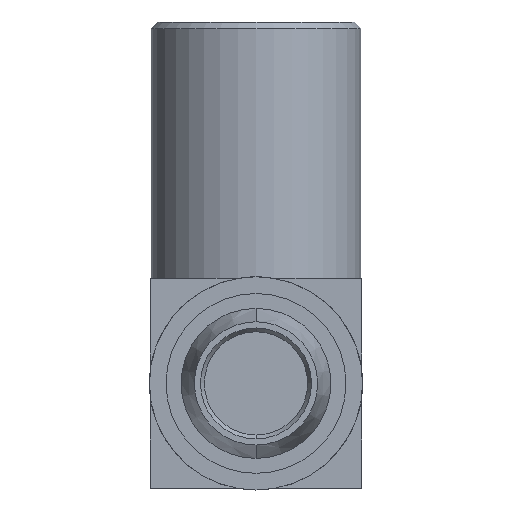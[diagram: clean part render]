
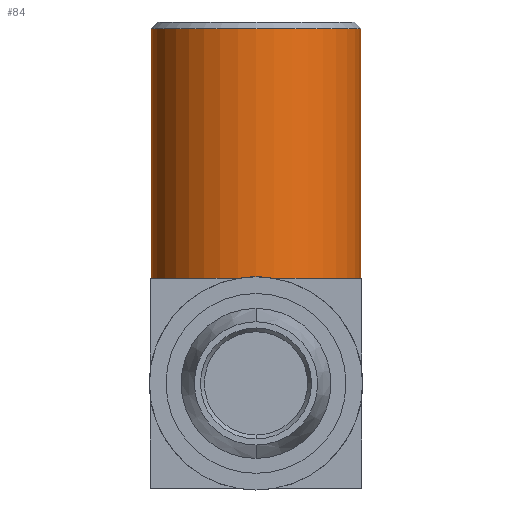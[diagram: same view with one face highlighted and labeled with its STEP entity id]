
A CAD part, front view. The second image highlights one B-rep face of the part: STEP entity #84.
In plain terms, the highlighted cylindrical face has radius 3.15 mm (diameter 6.3 mm), a partial arc.
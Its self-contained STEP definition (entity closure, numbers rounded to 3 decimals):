
#68 = EDGE_CURVE ( 'NONE', #3468, #3461, #3884, .T. ) ;
#84 = ADVANCED_FACE ( 'NONE', ( #1174 ), #1177, .T. ) ;
#92 = AXIS2_PLACEMENT_3D ( 'NONE', #2986, #2925, #2984 ) ;
#94 = CIRCLE ( 'NONE', #92, 3.15 ) ;
#128 = EDGE_CURVE ( 'NONE', #3465, #3468, #94, .T. ) ;
#862 = VECTOR ( 'NONE', #2046, 1000. ) ;
#964 = CARTESIAN_POINT ( 'NONE',  ( 0., 0., -0.2 ) ) ;
#1001 = DIRECTION ( 'NONE',  ( 1., 0., 0. ) ) ;
#1007 = DIRECTION ( 'NONE',  ( 0., 0., 1. ) ) ;
#1056 = LINE ( 'NONE', #2445, #5247 ) ;
#1174 = FACE_OUTER_BOUND ( 'NONE', #3636, .T. ) ;
#1177 = CYLINDRICAL_SURFACE ( 'NONE', #5389, 3.15 ) ;
#1592 = CARTESIAN_POINT ( 'NONE',  ( -3.15, 0., -7.7 ) ) ;
#1598 = CARTESIAN_POINT ( 'NONE',  ( 3.15, 0., -7.7 ) ) ;
#1621 = CARTESIAN_POINT ( 'NONE',  ( -3.15, 0., -0.2 ) ) ;
#1666 = CARTESIAN_POINT ( 'NONE',  ( 3.15, 0., -0.2 ) ) ;
#1991 = EDGE_CURVE ( 'NONE', #3465, #3460, #1056, .T. ) ;
#2046 = DIRECTION ( 'NONE',  ( 0., 0., 1. ) ) ;
#2047 = CARTESIAN_POINT ( 'NONE',  ( 3.15, 0., 0. ) ) ;
#2445 = CARTESIAN_POINT ( 'NONE',  ( -3.15, 0., 0. ) ) ;
#2447 = DIRECTION ( 'NONE',  ( 0., 0., 1. ) ) ;
#2852 = DIRECTION ( 'NONE',  ( 0., 0., 1. ) ) ;
#2887 = DIRECTION ( 'NONE',  ( 1., 0., 0. ) ) ;
#2911 = CARTESIAN_POINT ( 'NONE',  ( 0., 0., 0. ) ) ;
#2925 = DIRECTION ( 'NONE',  ( 0., 0., 1. ) ) ;
#2984 = DIRECTION ( 'NONE',  ( 0., 1., 0. ) ) ;
#2986 = CARTESIAN_POINT ( 'NONE',  ( 0., 0., -7.7 ) ) ;
#3460 = VERTEX_POINT ( 'NONE', #1621 ) ;
#3461 = VERTEX_POINT ( 'NONE', #1666 ) ;
#3465 = VERTEX_POINT ( 'NONE', #1592 ) ;
#3468 = VERTEX_POINT ( 'NONE', #1598 ) ;
#3636 = EDGE_LOOP ( 'NONE', ( #3643, #3646, #3654, #3647 ) ) ;
#3643 = ORIENTED_EDGE ( 'NONE', *, *, #1991, .F. ) ;
#3646 = ORIENTED_EDGE ( 'NONE', *, *, #128, .T. ) ;
#3647 = ORIENTED_EDGE ( 'NONE', *, *, #4441, .F. ) ;
#3654 = ORIENTED_EDGE ( 'NONE', *, *, #68, .T. ) ;
#3884 = LINE ( 'NONE', #2047, #862 ) ;
#3954 = CIRCLE ( 'NONE', #3955, 3.15 ) ;
#3955 = AXIS2_PLACEMENT_3D ( 'NONE', #964, #1007, #1001 ) ;
#4441 = EDGE_CURVE ( 'NONE', #3460, #3461, #3954, .T. ) ;
#5247 = VECTOR ( 'NONE', #2447, 1000. ) ;
#5389 = AXIS2_PLACEMENT_3D ( 'NONE', #2911, #2852, #2887 ) ;
